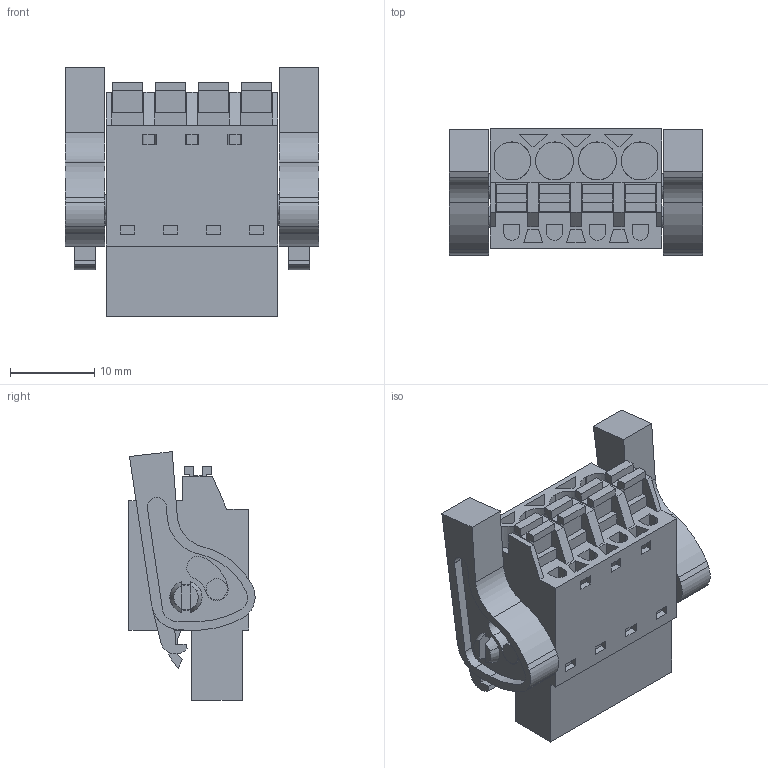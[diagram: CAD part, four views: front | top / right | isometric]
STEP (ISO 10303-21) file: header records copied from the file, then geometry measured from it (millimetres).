
FILE_DESCRIPTION(('CATIA V5 STEP Exchange','CAx-IF Rec.Pracs.--- Model Styling and Organization---1.2---2011-12-15'),'2;1');
FILE_NAME ('D1446621_0_1014390000_1014390000.stp','2017-04-29T06:10:04+00:00',('none'),('Weidmueller'),'CATIA Version 5-6 Release 2014','CATIA V5 STEP AP214','none');
FILE_SCHEMA(('AUTOMOTIVE_DESIGN { 1 0 10303 214 1 1 1 1 }'));
Length unit declared in the file: millimetre
Products named in the file (1): 1014390000
Bounding box: 30.14 x 14.96 x 29.52 mm (x, y, z)
Volume: 6013.5 mm3; surface area: 5254.9 mm2
Topology: 7 solids, 7 shells, 420 faces, 1163 edges, 795 vertices
Faces by surface type: plane 318, cylinder 93, cone 8, extrusion 1
Entity records: 13480 total; most frequent: CARTESIAN_POINT 2594, ORIENTED_EDGE 2326, DIRECTION 1790, EDGE_CURVE 1163, VECTOR 940, LINE 939, VERTEX_POINT 795, AXIS2_PLACEMENT_3D 515
